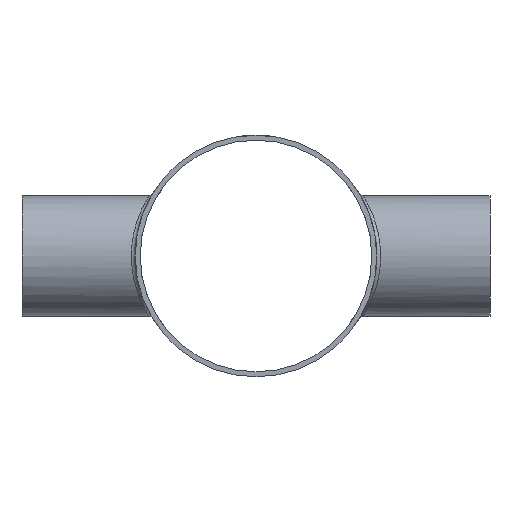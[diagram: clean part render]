
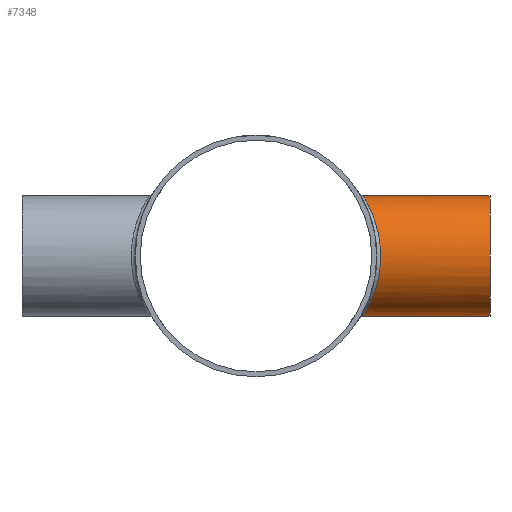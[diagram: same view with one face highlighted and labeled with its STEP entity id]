
A CAD part, left-side view. The second image highlights one B-rep face of the part: STEP entity #7348.
In plain terms, the highlighted cylindrical face has radius 25.4 mm (diameter 50.8 mm), a full revolution.
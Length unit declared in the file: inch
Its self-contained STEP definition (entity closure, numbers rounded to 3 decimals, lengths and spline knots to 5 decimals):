
#156=FACE_BOUND('',#1366,.T.);
#926=FACE_OUTER_BOUND('',#1365,.T.);
#1365=EDGE_LOOP('',(#6861));
#1366=EDGE_LOOP('',(#6862));
#1732=B_SPLINE_CURVE_WITH_KNOTS('',3,(#15913,#15914,#15915,#15916,#15917,
#15918,#15919,#15920,#15921,#15922,#15923,#15924,#15925,#15926,#15927,#15928,
#15929,#15930,#15931,#15932,#15933,#15934,#15935,#15936),.UNSPECIFIED.,
 .T.,.F.,(4,1,1,1,1,1,1,1,1,1,1,1,1,1,1,1,1,1,1,1,1,4),(0.,0.55792,
1.11583,2.23166,2.97555,3.71944,4.46332,
5.20721,5.9511,6.69499,7.43887,8.18276,
8.92665,9.67053,10.41442,11.15831,11.9022,
12.64608,13.38997,14.5058,15.06372,15.62163),
 .UNSPECIFIED.);
#2889=CIRCLE('',#7791,1.);
#3614=VERTEX_POINT('',#15911);
#3615=VERTEX_POINT('',#15939);
#4700=EDGE_CURVE('',#3614,#3614,#1732,.T.);
#4701=EDGE_CURVE('',#3615,#3615,#2889,.T.);
#6861=ORIENTED_EDGE('',*,*,#4701,.F.);
#6862=ORIENTED_EDGE('',*,*,#4700,.F.);
#6922=CYLINDRICAL_SURFACE('',#7790,1.);
#7348=ADVANCED_FACE('',(#926,#156),#6922,.T.);
#7790=AXIS2_PLACEMENT_3D('',#15938,#9189,#9190);
#7791=AXIS2_PLACEMENT_3D('',#15940,#9191,#9192);
#9189=DIRECTION('center_axis',(0.,1.,0.));
#9190=DIRECTION('ref_axis',(1.,0.,0.));
#9191=DIRECTION('center_axis',(0.,-1.,0.));
#9192=DIRECTION('ref_axis',(1.,0.,0.));
#15911=CARTESIAN_POINT('',(0.,-1.76777,-1.));
#15913=CARTESIAN_POINT('Ctrl Pts',(0.,-1.76776,
-1.));
#15914=CARTESIAN_POINT('Ctrl Pts',(-0.0762,-1.76776,
-1.));
#15915=CARTESIAN_POINT('Ctrl Pts',(-0.2286,-1.77915,
-0.98243));
#15916=CARTESIAN_POINT('Ctrl Pts',(-0.51275,-1.84053,
-0.88098));
#15917=CARTESIAN_POINT('Ctrl Pts',(-0.7657,-1.94208,
-0.67829));
#15918=CARTESIAN_POINT('Ctrl Pts',(-0.94265,-2.03096,
-0.37668));
#15919=CARTESIAN_POINT('Ctrl Pts',(-1.0128,-2.06963,
-0.07769));
#15920=CARTESIAN_POINT('Ctrl Pts',(-0.98896,-2.05625,
0.23065));
#15921=CARTESIAN_POINT('Ctrl Pts',(-0.87594,-1.99619,
0.51232));
#15922=CARTESIAN_POINT('Ctrl Pts',(-0.6897,-1.90976,
0.74377));
#15923=CARTESIAN_POINT('Ctrl Pts',(-0.44509,-1.82302,
0.91192));
#15924=CARTESIAN_POINT('Ctrl Pts',(-0.15498,-1.76542,
1.00379));
#15925=CARTESIAN_POINT('Ctrl Pts',(0.15499,-1.76548,
1.00375));
#15926=CARTESIAN_POINT('Ctrl Pts',(0.44508,-1.823,0.91194));
#15927=CARTESIAN_POINT('Ctrl Pts',(0.68971,-1.90977,0.74377));
#15928=CARTESIAN_POINT('Ctrl Pts',(0.87593,-1.99618,
0.51232));
#15929=CARTESIAN_POINT('Ctrl Pts',(0.98897,-2.05625,
0.23064));
#15930=CARTESIAN_POINT('Ctrl Pts',(1.0128,-2.06963,-0.07769));
#15931=CARTESIAN_POINT('Ctrl Pts',(0.94266,-2.03096,-0.37669));
#15932=CARTESIAN_POINT('Ctrl Pts',(0.76569,-1.94208,
-0.67829));
#15933=CARTESIAN_POINT('Ctrl Pts',(0.51276,-1.84054,
-0.88098));
#15934=CARTESIAN_POINT('Ctrl Pts',(0.2286,-1.77915,
-0.98243));
#15935=CARTESIAN_POINT('Ctrl Pts',(0.0762,-1.76776,
-1.));
#15936=CARTESIAN_POINT('Ctrl Pts',(0.,-1.76776,
-1.));
#15938=CARTESIAN_POINT('Origin',(0.,-3.875,0.));
#15939=CARTESIAN_POINT('',(-1.,-3.875,0.));
#15940=CARTESIAN_POINT('Origin',(0.,-3.875,0.));
